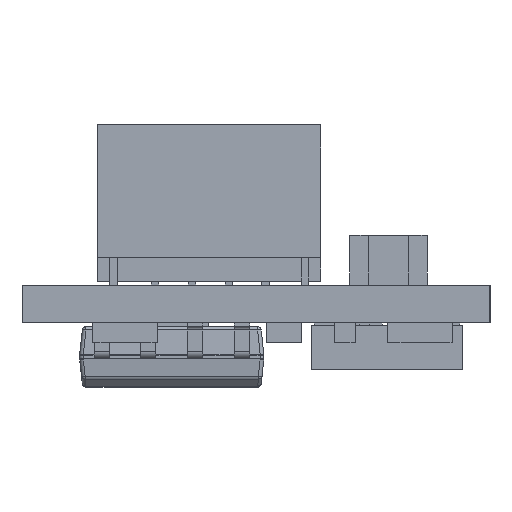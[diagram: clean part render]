
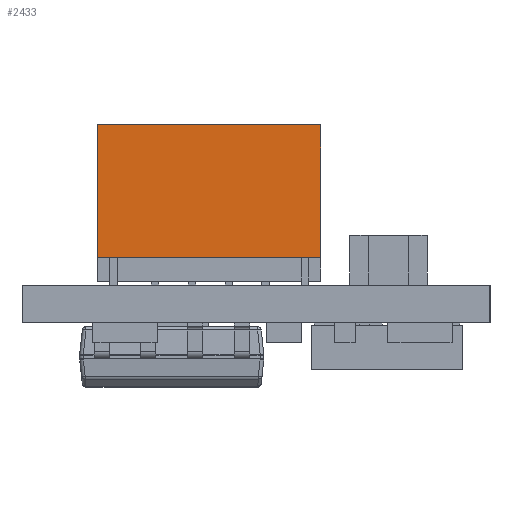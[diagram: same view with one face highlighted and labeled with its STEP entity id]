
A CAD part, left-side view. The second image highlights one B-rep face of the part: STEP entity #2433.
In plain terms, the highlighted planar face has unit normal (-1, 0, 0).
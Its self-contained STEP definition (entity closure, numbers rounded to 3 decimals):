
#1526 = CARTESIAN_POINT ( 'NONE',  ( 193.039, 385.59, 5.366 ) ) ;
#2433 = ADVANCED_FACE ( 'NONE', ( #45526 ), #49783, .F. ) ;
#2647 = EDGE_CURVE ( 'NONE', #20913, #39226, #49209, .T. ) ;
#6667 = LINE ( 'NONE', #22956, #42101 ) ;
#8016 = CARTESIAN_POINT ( 'NONE',  ( 193.039, 385.59, 1.766 ) ) ;
#10597 = VERTEX_POINT ( 'NONE', #8016 ) ;
#12765 = CARTESIAN_POINT ( 'NONE',  ( 193.039, 391.65, 5.366 ) ) ;
#16915 = DIRECTION ( 'NONE',  ( 0., 0., -1. ) ) ;
#18004 = CARTESIAN_POINT ( 'NONE',  ( 193.039, 391.65, 1.766 ) ) ;
#18965 = DIRECTION ( 'NONE',  ( 0., 0., -1. ) ) ;
#20913 = VERTEX_POINT ( 'NONE', #45581 ) ;
#21443 = ORIENTED_EDGE ( 'NONE', *, *, #34525, .T. ) ;
#22956 = CARTESIAN_POINT ( 'NONE',  ( 193.039, 391.65, 16.5 ) ) ;
#23031 = ORIENTED_EDGE ( 'NONE', *, *, #30050, .F. ) ;
#23598 = EDGE_LOOP ( 'NONE', ( #21443, #23031, #34508, #40671 ) ) ;
#24035 = AXIS2_PLACEMENT_3D ( 'NONE', #38334, #33329, #29548 ) ;
#26586 = VECTOR ( 'NONE', #38237, 1000. ) ;
#28986 = DIRECTION ( 'NONE',  ( 0., -1., 0. ) ) ;
#29548 = DIRECTION ( 'NONE',  ( 0., 0., 1. ) ) ;
#30050 = EDGE_CURVE ( 'NONE', #10597, #38098, #37713, .T. ) ;
#31630 = EDGE_CURVE ( 'NONE', #39226, #10597, #45604, .T. ) ;
#32210 = CARTESIAN_POINT ( 'NONE',  ( 193.039, 391.65, 1.766 ) ) ;
#33329 = DIRECTION ( 'NONE',  ( 1., 0., 0. ) ) ;
#34508 = ORIENTED_EDGE ( 'NONE', *, *, #31630, .F. ) ;
#34525 = EDGE_CURVE ( 'NONE', #20913, #38098, #6667, .T. ) ;
#37713 = LINE ( 'NONE', #18004, #26586 ) ;
#38098 = VERTEX_POINT ( 'NONE', #32210 ) ;
#38237 = DIRECTION ( 'NONE',  ( 0., 1., 0. ) ) ;
#38334 = CARTESIAN_POINT ( 'NONE',  ( 193.039, 391.65, 16.5 ) ) ;
#39226 = VERTEX_POINT ( 'NONE', #1526 ) ;
#40671 = ORIENTED_EDGE ( 'NONE', *, *, #2647, .F. ) ;
#41079 = VECTOR ( 'NONE', #16915, 1000. ) ;
#42101 = VECTOR ( 'NONE', #18965, 1000. ) ;
#43623 = VECTOR ( 'NONE', #28986, 1000. ) ;
#45526 = FACE_OUTER_BOUND ( 'NONE', #23598, .T. ) ;
#45581 = CARTESIAN_POINT ( 'NONE',  ( 193.039, 391.65, 5.366 ) ) ;
#45604 = LINE ( 'NONE', #45866, #41079 ) ;
#45866 = CARTESIAN_POINT ( 'NONE',  ( 193.039, 385.59, 16.5 ) ) ;
#49209 = LINE ( 'NONE', #12765, #43623 ) ;
#49783 = PLANE ( 'NONE',  #24035 ) ;
